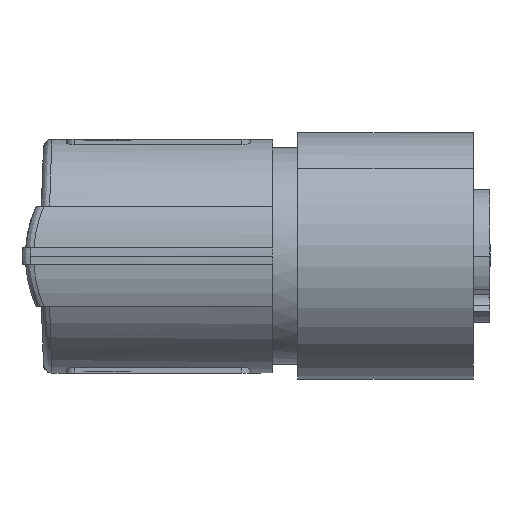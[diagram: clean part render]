
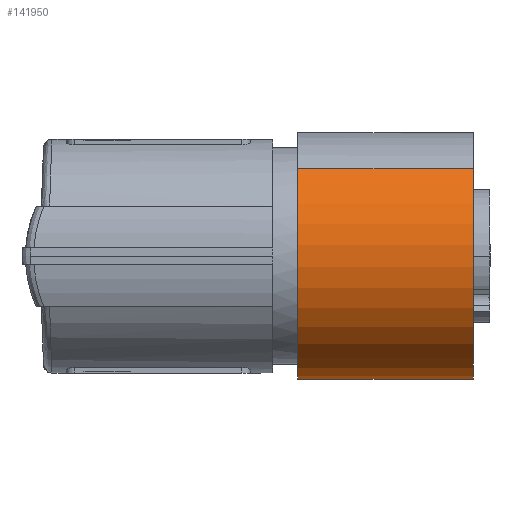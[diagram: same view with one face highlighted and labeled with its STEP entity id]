
A CAD part, left-side view. The second image highlights one B-rep face of the part: STEP entity #141950.
In plain terms, the highlighted cylindrical face has radius 7.4 mm (diameter 14.8 mm), a partial arc.
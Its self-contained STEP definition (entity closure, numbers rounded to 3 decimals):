
#17680=CARTESIAN_POINT('',(20.483,-175.64,
4.235));
#17690=DIRECTION('',(0.,0.,-1.));
#17700=DIRECTION('',(-0.707,0.707,
0.));
#17710=AXIS2_PLACEMENT_3D('',#17680,#17690,#17700);
#17720=CIRCLE('',#17710,7.4);
#17730=CARTESIAN_POINT('',(25.715,-180.872,
4.235));
#17740=VERTEX_POINT('',#17730);
#17750=CARTESIAN_POINT('',(15.25,-170.407,
4.235));
#17760=VERTEX_POINT('',#17750);
#17770=EDGE_CURVE('',#17740,#17760,#17720,.T.);
#17950=CARTESIAN_POINT('',(20.483,-175.64,
9.735));
#17960=DIRECTION('',(0.,0.,-1.));
#17970=DIRECTION('',(-0.707,0.707,
0.));
#17980=AXIS2_PLACEMENT_3D('',#17950,#17960,#17970);
#17990=CYLINDRICAL_SURFACE('',#17980,7.4);
#18000=CARTESIAN_POINT('',(15.25,-170.407,
9.735));
#18010=DIRECTION('',(0.,0.,-1.));
#18020=VECTOR('',#18010,1.);
#18030=LINE('',#18000,#18020);
#18040=CARTESIAN_POINT('',(15.25,-170.407,
14.735));
#18050=VERTEX_POINT('',#18040);
#18060=EDGE_CURVE('',#18050,#17760,#18030,.T.);
#18100=CARTESIAN_POINT('',(25.715,-180.872,
9.735));
#18110=DIRECTION('',(0.,0.,-1.));
#18120=VECTOR('',#18110,1.);
#18130=LINE('',#18100,#18120);
#18140=CARTESIAN_POINT('',(25.715,-180.872,
14.735));
#18150=VERTEX_POINT('',#18140);
#18160=EDGE_CURVE('',#18150,#17740,#18130,.T.);
#18180=CARTESIAN_POINT('',(20.483,-175.64,
14.735));
#18190=DIRECTION('',(0.,0.,-1.));
#18200=DIRECTION('',(-0.707,0.707,
0.));
#18210=AXIS2_PLACEMENT_3D('',#18180,#18190,#18200);
#18220=CIRCLE('',#18210,7.4);
#18640=EDGE_CURVE('',#18150,#18050,#18220,.T.);
#141890=ORIENTED_EDGE('',*,*,#17770,.F.);
#141900=ORIENTED_EDGE('',*,*,#18060,.T.);
#141910=ORIENTED_EDGE('',*,*,#18640,.T.);
#141920=ORIENTED_EDGE('',*,*,#18160,.F.);
#141930=EDGE_LOOP('',(#141920,#141910,#141900,#141890));
#141940=FACE_OUTER_BOUND('',#141930,.T.);
#141950=ADVANCED_FACE('',(#141940),#17990,.T.);
